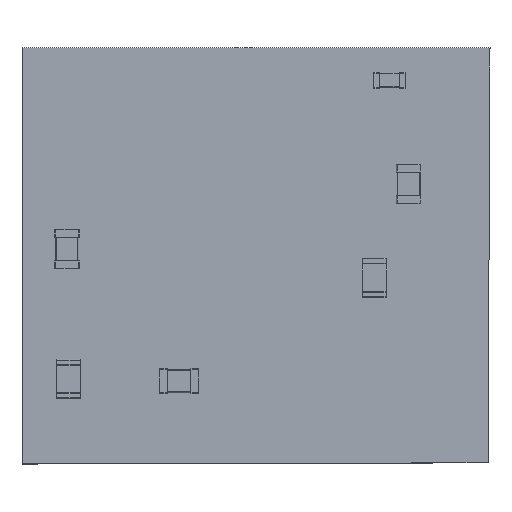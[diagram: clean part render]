
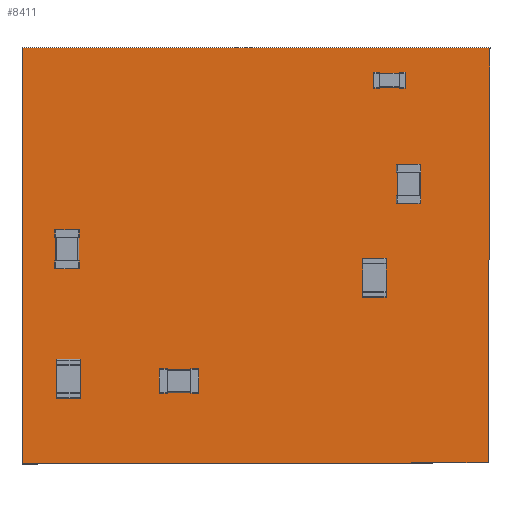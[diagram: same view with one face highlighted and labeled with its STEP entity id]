
A CAD part, top view. The second image highlights one B-rep face of the part: STEP entity #8411.
In plain terms, the highlighted planar face has unit normal (0, 0, 1).
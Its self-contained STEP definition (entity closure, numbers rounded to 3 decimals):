
#8097 = VERTEX_POINT('',#8098);
#8098 = CARTESIAN_POINT('',(64.6,37.52,1.6));
#8105 = PLANE('',#8106);
#8106 = AXIS2_PLACEMENT_3D('',#8107,#8108,#8109);
#8107 = CARTESIAN_POINT('',(64.6,37.52,0.));
#8108 = DIRECTION('',(0.,-1.,0.));
#8109 = DIRECTION('',(-1.,0.,0.));
#8117 = PLANE('',#8118);
#8118 = AXIS2_PLACEMENT_3D('',#8119,#8120,#8121);
#8119 = CARTESIAN_POINT('',(64.5,16.37,0.));
#8120 = DIRECTION('',(-1.,0.005,0.));
#8121 = DIRECTION('',(0.005,1.,0.));
#8129 = EDGE_CURVE('',#8097,#8130,#8132,.T.);
#8130 = VERTEX_POINT('',#8131);
#8131 = CARTESIAN_POINT('',(40.74,37.52,1.6));
#8132 = SURFACE_CURVE('',#8133,(#8137,#8144),.PCURVE_S1.);
#8133 = LINE('',#8134,#8135);
#8134 = CARTESIAN_POINT('',(64.6,37.52,1.6));
#8135 = VECTOR('',#8136,1.);
#8136 = DIRECTION('',(-1.,0.,0.));
#8137 = PCURVE('',#8105,#8138);
#8138 = DEFINITIONAL_REPRESENTATION('',(#8139),#8143);
#8139 = LINE('',#8140,#8141);
#8140 = CARTESIAN_POINT('',(0.,-1.6));
#8141 = VECTOR('',#8142,1.);
#8142 = DIRECTION('',(1.,0.));
#8143 = ( GEOMETRIC_REPRESENTATION_CONTEXT(2) 
PARAMETRIC_REPRESENTATION_CONTEXT() REPRESENTATION_CONTEXT('2D SPACE',''
  ) );
#8144 = PCURVE('',#8145,#8150);
#8145 = PLANE('',#8146);
#8146 = AXIS2_PLACEMENT_3D('',#8147,#8148,#8149);
#8147 = CARTESIAN_POINT('',(52.64,26.943,1.6));
#8148 = DIRECTION('',(0.,0.,1.));
#8149 = DIRECTION('',(1.,0.,0.));
#8150 = DEFINITIONAL_REPRESENTATION('',(#8151),#8155);
#8151 = LINE('',#8152,#8153);
#8152 = CARTESIAN_POINT('',(11.96,10.577));
#8153 = VECTOR('',#8154,1.);
#8154 = DIRECTION('',(-1.,0.));
#8155 = ( GEOMETRIC_REPRESENTATION_CONTEXT(2) 
PARAMETRIC_REPRESENTATION_CONTEXT() REPRESENTATION_CONTEXT('2D SPACE',''
  ) );
#8173 = PLANE('',#8174);
#8174 = AXIS2_PLACEMENT_3D('',#8175,#8176,#8177);
#8175 = CARTESIAN_POINT('',(40.74,37.52,0.));
#8176 = DIRECTION('',(1.,0.,0.));
#8177 = DIRECTION('',(0.,-1.,0.));
#8215 = EDGE_CURVE('',#8130,#8216,#8218,.T.);
#8216 = VERTEX_POINT('',#8217);
#8217 = CARTESIAN_POINT('',(40.75,16.31,1.6));
#8218 = SURFACE_CURVE('',#8219,(#8223,#8230),.PCURVE_S1.);
#8219 = LINE('',#8220,#8221);
#8220 = CARTESIAN_POINT('',(40.74,37.52,1.6));
#8221 = VECTOR('',#8222,1.);
#8222 = DIRECTION('',(0.,-1.,0.));
#8223 = PCURVE('',#8173,#8224);
#8224 = DEFINITIONAL_REPRESENTATION('',(#8225),#8229);
#8225 = LINE('',#8226,#8227);
#8226 = CARTESIAN_POINT('',(0.,-1.6));
#8227 = VECTOR('',#8228,1.);
#8228 = DIRECTION('',(1.,0.));
#8229 = ( GEOMETRIC_REPRESENTATION_CONTEXT(2) 
PARAMETRIC_REPRESENTATION_CONTEXT() REPRESENTATION_CONTEXT('2D SPACE',''
  ) );
#8230 = PCURVE('',#8145,#8231);
#8231 = DEFINITIONAL_REPRESENTATION('',(#8232),#8236);
#8232 = LINE('',#8233,#8234);
#8233 = CARTESIAN_POINT('',(-11.9,10.577));
#8234 = VECTOR('',#8235,1.);
#8235 = DIRECTION('',(0.,-1.));
#8236 = ( GEOMETRIC_REPRESENTATION_CONTEXT(2) 
PARAMETRIC_REPRESENTATION_CONTEXT() REPRESENTATION_CONTEXT('2D SPACE',''
  ) );
#8254 = PLANE('',#8255);
#8255 = AXIS2_PLACEMENT_3D('',#8256,#8257,#8258);
#8256 = CARTESIAN_POINT('',(40.75,16.31,0.));
#8257 = DIRECTION('',(-0.003,1.,0.));
#8258 = DIRECTION('',(1.,0.003,0.));
#8291 = EDGE_CURVE('',#8216,#8292,#8294,.T.);
#8292 = VERTEX_POINT('',#8293);
#8293 = CARTESIAN_POINT('',(64.5,16.37,1.6));
#8294 = SURFACE_CURVE('',#8295,(#8299,#8306),.PCURVE_S1.);
#8295 = LINE('',#8296,#8297);
#8296 = CARTESIAN_POINT('',(40.75,16.31,1.6));
#8297 = VECTOR('',#8298,1.);
#8298 = DIRECTION('',(1.,0.003,0.));
#8299 = PCURVE('',#8254,#8300);
#8300 = DEFINITIONAL_REPRESENTATION('',(#8301),#8305);
#8301 = LINE('',#8302,#8303);
#8302 = CARTESIAN_POINT('',(0.,-1.6));
#8303 = VECTOR('',#8304,1.);
#8304 = DIRECTION('',(1.,0.));
#8305 = ( GEOMETRIC_REPRESENTATION_CONTEXT(2) 
PARAMETRIC_REPRESENTATION_CONTEXT() REPRESENTATION_CONTEXT('2D SPACE',''
  ) );
#8306 = PCURVE('',#8145,#8307);
#8307 = DEFINITIONAL_REPRESENTATION('',(#8308),#8312);
#8308 = LINE('',#8309,#8310);
#8309 = CARTESIAN_POINT('',(-11.89,-10.633));
#8310 = VECTOR('',#8311,1.);
#8311 = DIRECTION('',(1.,0.003));
#8312 = ( GEOMETRIC_REPRESENTATION_CONTEXT(2) 
PARAMETRIC_REPRESENTATION_CONTEXT() REPRESENTATION_CONTEXT('2D SPACE',''
  ) );
#8362 = EDGE_CURVE('',#8292,#8097,#8363,.T.);
#8363 = SURFACE_CURVE('',#8364,(#8368,#8375),.PCURVE_S1.);
#8364 = LINE('',#8365,#8366);
#8365 = CARTESIAN_POINT('',(64.5,16.37,1.6));
#8366 = VECTOR('',#8367,1.);
#8367 = DIRECTION('',(0.005,1.,0.));
#8368 = PCURVE('',#8117,#8369);
#8369 = DEFINITIONAL_REPRESENTATION('',(#8370),#8374);
#8370 = LINE('',#8371,#8372);
#8371 = CARTESIAN_POINT('',(0.,-1.6));
#8372 = VECTOR('',#8373,1.);
#8373 = DIRECTION('',(1.,0.));
#8374 = ( GEOMETRIC_REPRESENTATION_CONTEXT(2) 
PARAMETRIC_REPRESENTATION_CONTEXT() REPRESENTATION_CONTEXT('2D SPACE',''
  ) );
#8375 = PCURVE('',#8145,#8376);
#8376 = DEFINITIONAL_REPRESENTATION('',(#8377),#8381);
#8377 = LINE('',#8378,#8379);
#8378 = CARTESIAN_POINT('',(11.86,-10.573));
#8379 = VECTOR('',#8380,1.);
#8380 = DIRECTION('',(0.005,1.));
#8381 = ( GEOMETRIC_REPRESENTATION_CONTEXT(2) 
PARAMETRIC_REPRESENTATION_CONTEXT() REPRESENTATION_CONTEXT('2D SPACE',''
  ) );
#8411 = ADVANCED_FACE('',(#8412),#8145,.T.);
#8412 = FACE_BOUND('',#8413,.T.);
#8413 = EDGE_LOOP('',(#8414,#8415,#8416,#8417));
#8414 = ORIENTED_EDGE('',*,*,#8129,.T.);
#8415 = ORIENTED_EDGE('',*,*,#8215,.T.);
#8416 = ORIENTED_EDGE('',*,*,#8291,.T.);
#8417 = ORIENTED_EDGE('',*,*,#8362,.T.);
